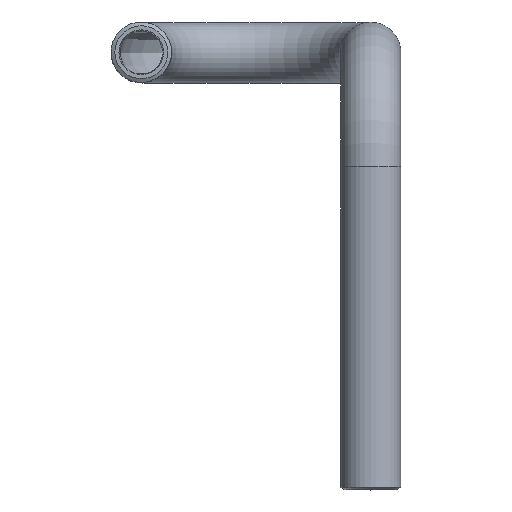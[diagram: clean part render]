
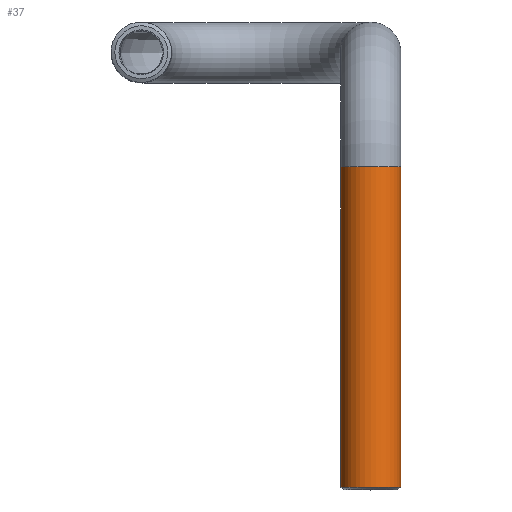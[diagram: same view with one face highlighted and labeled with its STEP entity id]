
A CAD part, top view. The second image highlights one B-rep face of the part: STEP entity #37.
In plain terms, the highlighted cylindrical face has radius 10 mm (diameter 20 mm), a full revolution.
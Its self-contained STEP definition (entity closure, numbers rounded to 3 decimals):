
#37 = ADVANCED_FACE( '', ( #78, #79 ), #80, .T. );
#78 = FACE_OUTER_BOUND( '', #129, .T. );
#79 = FACE_OUTER_BOUND( '', #130, .T. );
#80 = CYLINDRICAL_SURFACE( '', #131, 10. );
#129 = EDGE_LOOP( '', ( #1364 ) );
#130 = EDGE_LOOP( '', ( #1365 ) );
#131 = AXIS2_PLACEMENT_3D( '', #1366, #1367, #1368 );
#1364 = ORIENTED_EDGE( '', *, *, #1421, .T. );
#1365 = ORIENTED_EDGE( '', *, *, #1422, .F. );
#1366 = CARTESIAN_POINT( '', ( 0., -145., 0. ) );
#1367 = DIRECTION( '', ( 0., 1., 0. ) );
#1368 = DIRECTION( '', ( 0., 0., 1. ) );
#1421 = EDGE_CURVE( '', #1445, #1445, #1446, .T. );
#1422 = EDGE_CURVE( '', #1447, #1447, #1448, .T. );
#1445 = VERTEX_POINT( '', #1478 );
#1446 = CIRCLE( '', #1479, 10. );
#1447 = VERTEX_POINT( '', #1480 );
#1448 = CIRCLE( '', #1481, 10. );
#1478 = CARTESIAN_POINT( '', ( 10., -38., 0. ) );
#1479 = AXIS2_PLACEMENT_3D( '', #1511, #1512, #1513 );
#1480 = CARTESIAN_POINT( '', ( 0., -144.134, -10. ) );
#1481 = AXIS2_PLACEMENT_3D( '', #1514, #1515, #1516 );
#1511 = CARTESIAN_POINT( '', ( 0., -38., 0. ) );
#1512 = DIRECTION( '', ( 0., -1., 0. ) );
#1513 = DIRECTION( '', ( 1., 0., 0. ) );
#1514 = CARTESIAN_POINT( '', ( 0., -144.134, 0. ) );
#1515 = DIRECTION( '', ( 0., -1., 0. ) );
#1516 = DIRECTION( '', ( 0., 0., -1. ) );
